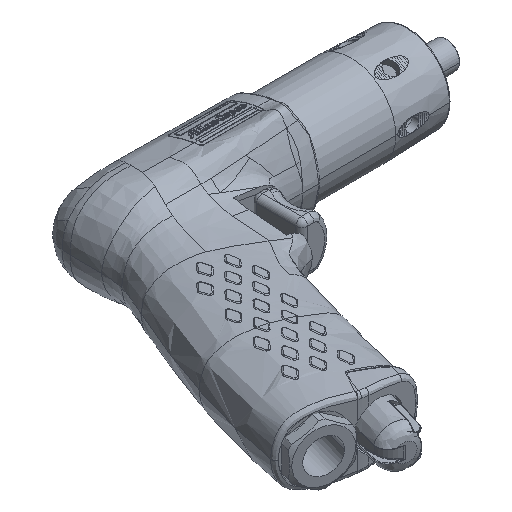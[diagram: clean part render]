
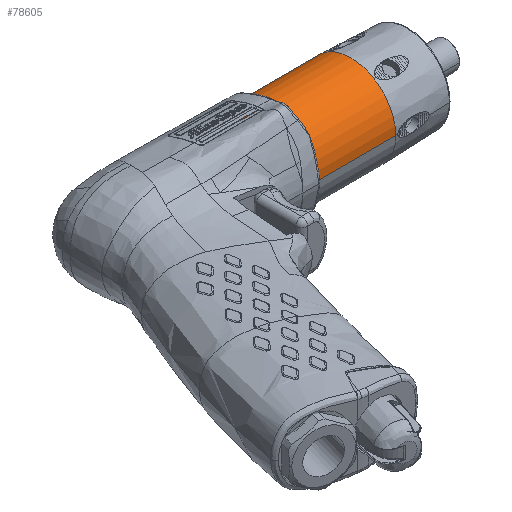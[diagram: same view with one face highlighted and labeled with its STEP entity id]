
A CAD part, isometric view. The second image highlights one B-rep face of the part: STEP entity #78605.
In plain terms, the highlighted cylindrical face has radius 15.7 mm (diameter 31.4 mm), a partial arc.
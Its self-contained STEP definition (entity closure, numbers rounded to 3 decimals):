
#75102=DIRECTION('',(-1.,0.,0.));
#75103=VECTOR('',#75102,27.1);
#75104=CARTESIAN_POINT('',(78.6,15.7,0.));
#75105=LINE('',#75104,#75103);
#75111=DIRECTION('',(-1.,0.,0.));
#75112=VECTOR('',#75111,27.1);
#75113=CARTESIAN_POINT('',(78.6,-15.7,0.));
#75114=LINE('',#75113,#75112);
#75120=CARTESIAN_POINT('',(78.6,0.,0.));
#75121=DIRECTION('',(1.,0.,0.));
#75122=DIRECTION('',(0.,1.,0.));
#75123=AXIS2_PLACEMENT_3D('',#75120,#75121,#75122);
#75125=CARTESIAN_POINT('',(51.5,0.,0.));
#75126=DIRECTION('',(-1.,0.,0.));
#75127=DIRECTION('',(0.,-1.,0.));
#75128=AXIS2_PLACEMENT_3D('',#75125,#75126,#75127);
#76341=CARTESIAN_POINT('',(78.6,15.7,0.));
#76342=CARTESIAN_POINT('',(51.5,15.7,0.));
#76343=VERTEX_POINT('',#76341);
#76344=VERTEX_POINT('',#76342);
#76345=CARTESIAN_POINT('',(78.6,-15.7,0.));
#76346=CARTESIAN_POINT('',(51.5,-15.7,0.));
#76347=VERTEX_POINT('',#76345);
#76348=VERTEX_POINT('',#76346);
#78593=CARTESIAN_POINT('',(49.145,0.,0.));
#78594=DIRECTION('',(1.,0.,0.));
#78595=DIRECTION('',(0.,-1.,0.));
#78596=AXIS2_PLACEMENT_3D('',#78593,#78594,#78595);
#78597=CYLINDRICAL_SURFACE('',#78596,15.7);
#78598=ORIENTED_EDGE('',*,*,#78576,.F.);
#78599=ORIENTED_EDGE('',*,*,#76843,.T.);
#78600=ORIENTED_EDGE('',*,*,#78580,.T.);
#78602=ORIENTED_EDGE('',*,*,#78601,.T.);
#78603=EDGE_LOOP('',(#78598,#78599,#78600,#78602));
#78604=FACE_OUTER_BOUND('',#78603,.F.);
#78605=ADVANCED_FACE('',(#78604),#78597,.T.);
#75124=CIRCLE('',#75123,15.7);
#75129=CIRCLE('',#75128,15.7);
#76843=EDGE_CURVE('',#76343,#76347,#75124,.T.);
#78576=EDGE_CURVE('',#76343,#76344,#75105,.T.);
#78580=EDGE_CURVE('',#76347,#76348,#75114,.T.);
#78601=EDGE_CURVE('',#76348,#76344,#75129,.T.);
